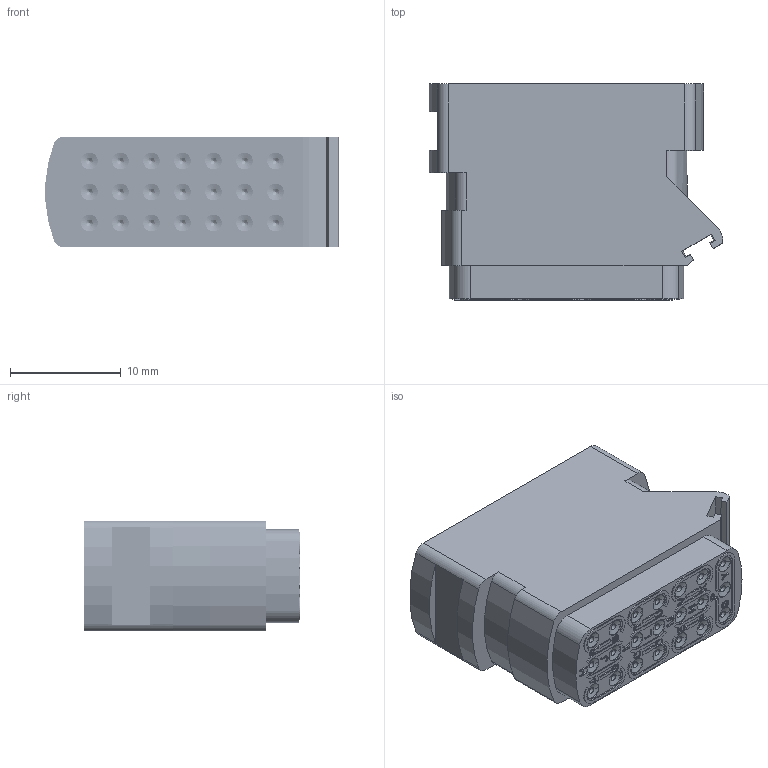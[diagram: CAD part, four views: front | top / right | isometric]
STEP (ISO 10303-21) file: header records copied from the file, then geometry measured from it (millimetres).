
FILE_DESCRIPTION((''),'2;1');
FILE_NAME('00111510102','2020-02-11T',('presta_be4'),(''),'CREO PARAMETRIC BY PTC INC, 2018360','CREO PARAMETRIC BY PTC INC, 2018360','');
FILE_SCHEMA(('CONFIG_CONTROL_DESIGN'));
Products named in the file (1): 00111510102
Bounding box: 26.45 x 19.5 x 10 mm (x, y, z)
Volume: 3454.7 mm3; surface area: 6896.7 mm2
Topology: 1 solids, 1 shells, 6524 faces, 18706 edges, 12323 vertices
Faces by surface type: plane 5084, cylinder 852, cone 462, sphere 84, torus 42
Entity records: 227501 total; most frequent: CARTESIAN_POINT 53617, ORIENTED_EDGE 37328, DIRECTION 35724, EDGE_CURVE 18664, VECTOR 12798, LINE 12798, VERTEX_POINT 12323, AXIS2_PLACEMENT_3D 11463
